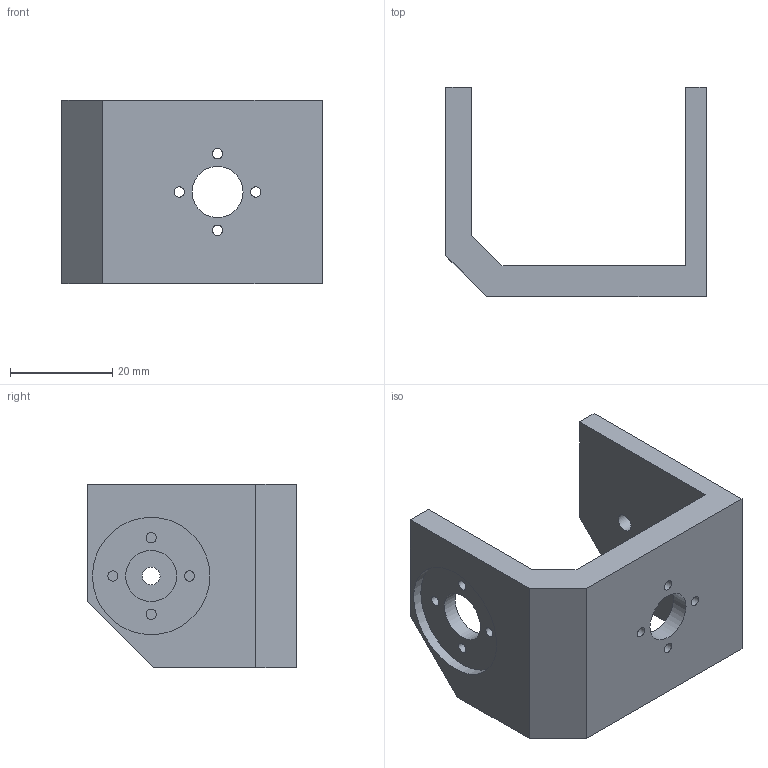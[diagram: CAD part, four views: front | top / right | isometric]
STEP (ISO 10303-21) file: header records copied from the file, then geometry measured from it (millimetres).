
FILE_DESCRIPTION(('FreeCAD Model'),'2;1');
FILE_NAME('rightShoulder.step','2015-03-22T23:21:09',('FreeCAD'),( 'FreeCAD'),'Open CASCADE STEP processor 6.7','FreeCAD','Unknown');
FILE_SCHEMA(('AUTOMOTIVE_DESIGN_CC2 { 1 2 10303 214 -1 1 5 4 }'));
Length unit declared in the file: millimetre
Products named in the file (1): Cut079
Bounding box: 51 x 41 x 36 mm (x, y, z)
Volume: 18591.2 mm3; surface area: 10009.3 mm2
Topology: 1 solids, 1 shells, 29 faces, 75 edges, 50 vertices
Faces by surface type: plane 16, cylinder 13
Full cylindrical faces by diameter (mm): 2 x8, 3.5 x1, 10 x2, 23 x2
Entity records: 2152 total; most frequent: CARTESIAN_POINT 409, DIRECTION 277, LINE 153, VECTOR 153, ORIENTED_EDGE 150, PCURVE 150, DEFINITIONAL_REPRESENTATION 150, EDGE_CURVE 75
